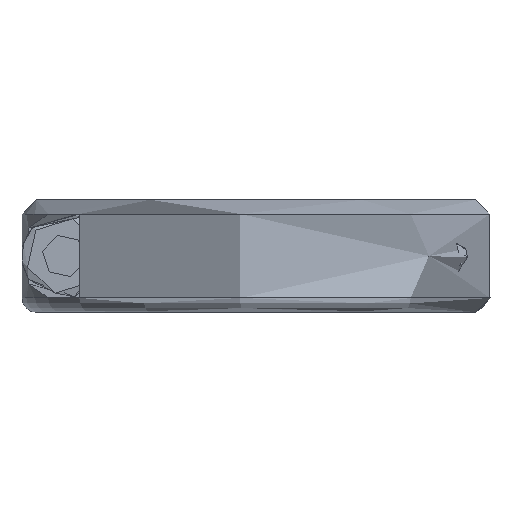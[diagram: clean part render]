
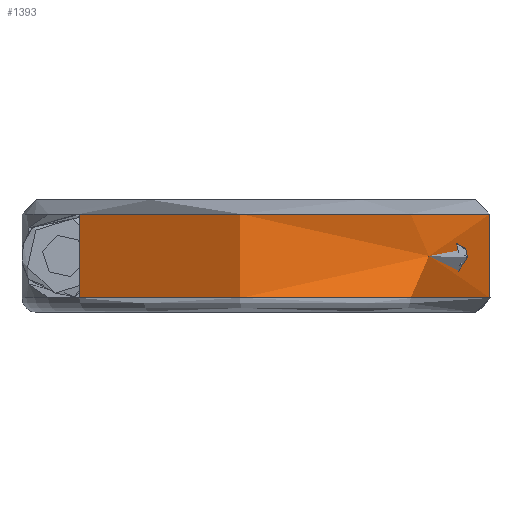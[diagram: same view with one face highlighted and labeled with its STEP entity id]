
A CAD part, front view. The second image highlights one B-rep face of the part: STEP entity #1393.
In plain terms, the highlighted cylindrical face has radius 12.5 mm (diameter 25 mm), a partial arc.
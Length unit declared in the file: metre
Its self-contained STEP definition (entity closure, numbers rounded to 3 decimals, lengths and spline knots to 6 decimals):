
#89=LINE('',#17020,#163);
#163=VECTOR('',#1754,0.004476);
#244=FACE_BOUND('',#461,.T.);
#301=B_SPLINE_CURVE_WITH_KNOTS('',3,(#17091,#17092,#17093,#17094,#17095,
#17096,#17097,#17098,#17099,#17100,#17101,#17102,#17103,#17104,#17105,#17106,
#17107,#17108,#17109),.UNSPECIFIED.,.F.,.F.,(4,2,2,2,3,2,2,2,4),(-0.322336,
-0.280432,-0.181071,-0.090535,0.,0.090535,
0.181071,0.280432,0.322336),.UNSPECIFIED.);
#302=B_SPLINE_CURVE_WITH_KNOTS('',3,(#17112,#17113,#17114,#17115,#17116,
#17117,#17118,#17119,#17120,#17121,#17122,#17123,#17124,#17125,#17126,#17127,
#17128,#17129,#17130,#17131,#17132,#17133,#17134,#17135,#17136,#17137,#17138,
#17139,#17140,#17141,#17142,#17143,#17144,#17145,#17146,#17147,#17148,#17149),
 .UNSPECIFIED.,.T.,.F.,(4,2,2,2,2,2,2,2,2,2,2,2,2,2,2,2,2,2,4),(-0.885165,
-0.864778,-0.84439,-0.803616,-0.725891,
-0.648165,-0.582994,-0.517822,-0.480202,
-0.442583,-0.404963,-0.367343,-0.302171,
-0.237,-0.159275,-0.081549,-0.040775,
-0.020387,0.),.UNSPECIFIED.);
#364=FACE_OUTER_BOUND('',#460,.T.);
#460=EDGE_LOOP('',(#1129,#1130,#1131,#1132));
#461=EDGE_LOOP('',(#1133));
#534=CIRCLE('',#1508,0.0125);
#536=CIRCLE('',#1511,0.0125);
#647=VERTEX_POINT('',#17008);
#648=VERTEX_POINT('',#17019);
#652=VERTEX_POINT('',#17067);
#654=VERTEX_POINT('',#17090);
#655=VERTEX_POINT('',#17111);
#814=EDGE_CURVE('',#648,#647,#89,.T.);
#821=EDGE_CURVE('',#652,#648,#534,.T.);
#824=EDGE_CURVE('',#654,#652,#301,.T.);
#825=EDGE_CURVE('',#647,#654,#536,.T.);
#826=EDGE_CURVE('',#655,#655,#302,.T.);
#1129=ORIENTED_EDGE('',*,*,#824,.T.);
#1130=ORIENTED_EDGE('',*,*,#821,.T.);
#1131=ORIENTED_EDGE('',*,*,#814,.T.);
#1132=ORIENTED_EDGE('',*,*,#825,.T.);
#1133=ORIENTED_EDGE('',*,*,#826,.T.);
#1275=CYLINDRICAL_SURFACE('',#1510,0.0125);
#1393=ADVANCED_FACE('',(#364,#244),#1275,.T.);
#1508=AXIS2_PLACEMENT_3D('',#17068,#1764,#1765);
#1510=AXIS2_PLACEMENT_3D('',#17089,#1768,#1769);
#1511=AXIS2_PLACEMENT_3D('',#17110,#1770,#1771);
#1754=DIRECTION('',(0.,0.,1.));
#1764=DIRECTION('center_axis',(0.,0.,1.));
#1765=DIRECTION('ref_axis',(-0.753,-0.658,0.));
#1768=DIRECTION('center_axis',(0.,0.,-1.));
#1769=DIRECTION('ref_axis',(-1.,0.,0.));
#1770=DIRECTION('center_axis',(0.,0.,-1.));
#1771=DIRECTION('ref_axis',(0.998,-0.064,0.));
#17008=CARTESIAN_POINT('',(0.013477,0.009438,0.021146));
#17019=CARTESIAN_POINT('',(0.013477,0.009438,0.01667));
#17020=CARTESIAN_POINT('',(0.013477,0.009438,0.021236));
#17067=CARTESIAN_POINT('',(-0.008416,0.002019,0.01667));
#17068=CARTESIAN_POINT('Origin',(0.001003,0.010238,0.01667));
#17089=CARTESIAN_POINT('Origin',(0.001003,0.010238,0.021236));
#17090=CARTESIAN_POINT('',(-0.008416,0.002019,0.021146));
#17091=CARTESIAN_POINT('Ctrl Pts',(-0.008416,0.002019,
0.021146));
#17092=CARTESIAN_POINT('Ctrl Pts',(-0.008321,0.001911,
0.021111));
#17093=CARTESIAN_POINT('Ctrl Pts',(-0.008228,0.001808,
0.02107));
#17094=CARTESIAN_POINT('Ctrl Pts',(-0.007926,0.001484,
0.020911));
#17095=CARTESIAN_POINT('Ctrl Pts',(-0.007675,0.001237,
0.020727));
#17096=CARTESIAN_POINT('Ctrl Pts',(-0.007313,0.000902,
0.020331));
#17097=CARTESIAN_POINT('Ctrl Pts',(-0.007148,0.000759,
0.020085));
#17098=CARTESIAN_POINT('Ctrl Pts',(-0.006921,0.000569,
0.019524));
#17099=CARTESIAN_POINT('Ctrl Pts',(-0.00686,0.00052,
0.01921));
#17100=CARTESIAN_POINT('Ctrl Pts',(-0.00686,0.00052,
0.018908));
#17101=CARTESIAN_POINT('Ctrl Pts',(-0.00686,0.00052,
0.018607));
#17102=CARTESIAN_POINT('Ctrl Pts',(-0.006921,0.000569,
0.018292));
#17103=CARTESIAN_POINT('Ctrl Pts',(-0.007148,0.000759,
0.017732));
#17104=CARTESIAN_POINT('Ctrl Pts',(-0.007313,0.000902,
0.017486));
#17105=CARTESIAN_POINT('Ctrl Pts',(-0.007675,0.001237,
0.01709));
#17106=CARTESIAN_POINT('Ctrl Pts',(-0.007926,0.001484,
0.016905));
#17107=CARTESIAN_POINT('Ctrl Pts',(-0.008228,0.001808,
0.016747));
#17108=CARTESIAN_POINT('Ctrl Pts',(-0.008321,0.001911,
0.016705));
#17109=CARTESIAN_POINT('Ctrl Pts',(-0.008416,0.002019,
0.01667));
#17110=CARTESIAN_POINT('Origin',(0.001003,0.010238,0.021146));
#17111=CARTESIAN_POINT('',(0.010224,0.001799,0.018908));
#17112=CARTESIAN_POINT('Ctrl Pts',(0.012281,0.004849,
0.018908));
#17113=CARTESIAN_POINT('Ctrl Pts',(0.012281,0.004849,
0.01884));
#17114=CARTESIAN_POINT('Ctrl Pts',(0.012275,0.004835,
0.018776));
#17115=CARTESIAN_POINT('Ctrl Pts',(0.012251,0.004787,
0.018655));
#17116=CARTESIAN_POINT('Ctrl Pts',(0.012235,0.004753,
0.018598));
#17117=CARTESIAN_POINT('Ctrl Pts',(0.012175,0.004631,
0.01844));
#17118=CARTESIAN_POINT('Ctrl Pts',(0.012121,0.004525,
0.018351));
#17119=CARTESIAN_POINT('Ctrl Pts',(0.011964,0.004226,
0.018146));
#17120=CARTESIAN_POINT('Ctrl Pts',(0.011836,0.003996,
0.018047));
#17121=CARTESIAN_POINT('Ctrl Pts',(0.011555,0.003531,
0.017913));
#17122=CARTESIAN_POINT('Ctrl Pts',(0.011401,0.003296,
0.01788));
#17123=CARTESIAN_POINT('Ctrl Pts',(0.011128,0.002905,
0.01788));
#17124=CARTESIAN_POINT('Ctrl Pts',(0.010988,0.002714,
0.017903));
#17125=CARTESIAN_POINT('Ctrl Pts',(0.010711,0.00236,
0.018021));
#17126=CARTESIAN_POINT('Ctrl Pts',(0.010574,0.002197,
0.018115));
#17127=CARTESIAN_POINT('Ctrl Pts',(0.010398,0.001993,
0.018327));
#17128=CARTESIAN_POINT('Ctrl Pts',(0.010336,0.001922,
0.018426));
#17129=CARTESIAN_POINT('Ctrl Pts',(0.010248,0.001825,
0.018654));
#17130=CARTESIAN_POINT('Ctrl Pts',(0.010224,0.001799,
0.018783));
#17131=CARTESIAN_POINT('Ctrl Pts',(0.010224,0.001799,
0.019034));
#17132=CARTESIAN_POINT('Ctrl Pts',(0.010248,0.001825,
0.019162));
#17133=CARTESIAN_POINT('Ctrl Pts',(0.010336,0.001922,
0.01939));
#17134=CARTESIAN_POINT('Ctrl Pts',(0.010398,0.001993,
0.01949));
#17135=CARTESIAN_POINT('Ctrl Pts',(0.010574,0.002197,
0.019701));
#17136=CARTESIAN_POINT('Ctrl Pts',(0.010711,0.00236,
0.019796));
#17137=CARTESIAN_POINT('Ctrl Pts',(0.010988,0.002714,
0.019914));
#17138=CARTESIAN_POINT('Ctrl Pts',(0.011128,0.002905,
0.019937));
#17139=CARTESIAN_POINT('Ctrl Pts',(0.011401,0.003296,
0.019937));
#17140=CARTESIAN_POINT('Ctrl Pts',(0.011555,0.003531,
0.019904));
#17141=CARTESIAN_POINT('Ctrl Pts',(0.011836,0.003996,
0.01977));
#17142=CARTESIAN_POINT('Ctrl Pts',(0.011964,0.004226,
0.01967));
#17143=CARTESIAN_POINT('Ctrl Pts',(0.012121,0.004525,
0.019466));
#17144=CARTESIAN_POINT('Ctrl Pts',(0.012175,0.004631,
0.019377));
#17145=CARTESIAN_POINT('Ctrl Pts',(0.012235,0.004753,
0.019219));
#17146=CARTESIAN_POINT('Ctrl Pts',(0.012251,0.004787,
0.019162));
#17147=CARTESIAN_POINT('Ctrl Pts',(0.012275,0.004835,
0.019041));
#17148=CARTESIAN_POINT('Ctrl Pts',(0.012281,0.004849,
0.018976));
#17149=CARTESIAN_POINT('Ctrl Pts',(0.012281,0.004849,
0.018908));
